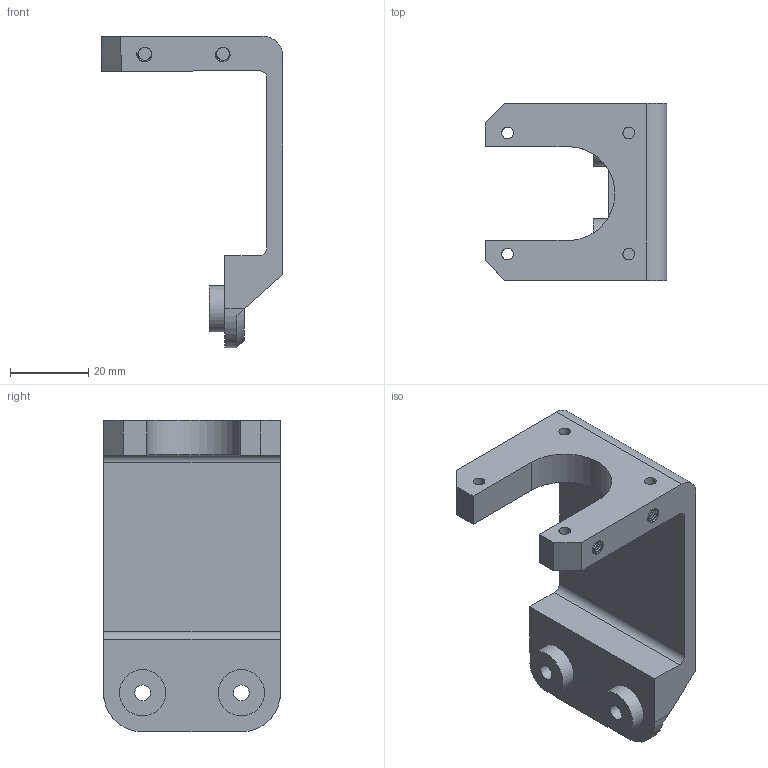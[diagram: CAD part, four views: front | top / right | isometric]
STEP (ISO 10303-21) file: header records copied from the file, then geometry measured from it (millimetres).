
FILE_DESCRIPTION(/* description */ (''),/* implementation_level */ '2;1');
FILE_NAME(/* name */ 'X-Axis Motor Mount.step',/* time_stamp */ '2022-05-21T14:31:25-07:00',/* author */ (''),/* organization */ (''),/* preprocessor_version */ 'ST-DEVELOPER v18.1',/* originating_system */ 'Autodesk Translation Framework v10.14.0.1471',/* authorisation */ '');
FILE_SCHEMA (('AUTOMOTIVE_DESIGN { 1 0 10303 214 3 1 1 }'));
Length unit declared in the file: millimetre
Products named in the file (1): X-Axis Motor Mount (1)
Bounding box: 46.37 x 45.25 x 79.77 mm (x, y, z)
Volume: 27694.1 mm3; surface area: 13797.4 mm2
Topology: 1 solids, 1 shells, 150 faces, 410 edges, 272 vertices
Faces by surface type: cylinder 99, plane 32, bspline 17, cone 2
Full cylindrical faces by diameter (mm): 2.529 x12, 3.086 x4, 3.332 x8, 4 x2, 4.109 x2, 7 x2, 11.85 x2
Entity records: 10919 total; most frequent: CARTESIAN_POINT 7460, ORIENTED_EDGE 820, DIRECTION 532, EDGE_CURVE 410, VERTEX_POINT 272, B_SPLINE_CURVE_WITH_KNOTS 202, AXIS2_PLACEMENT_3D 192, EDGE_LOOP 172
